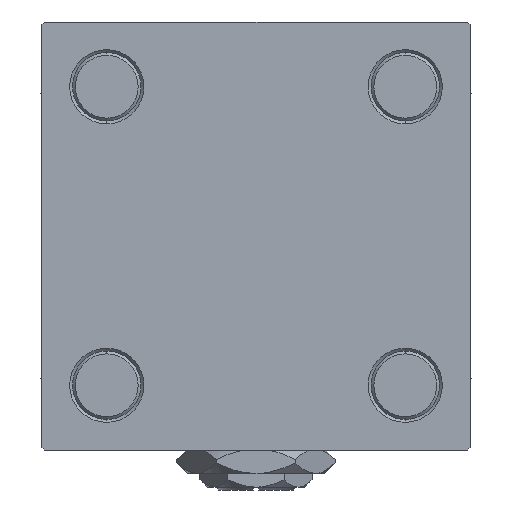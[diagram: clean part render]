
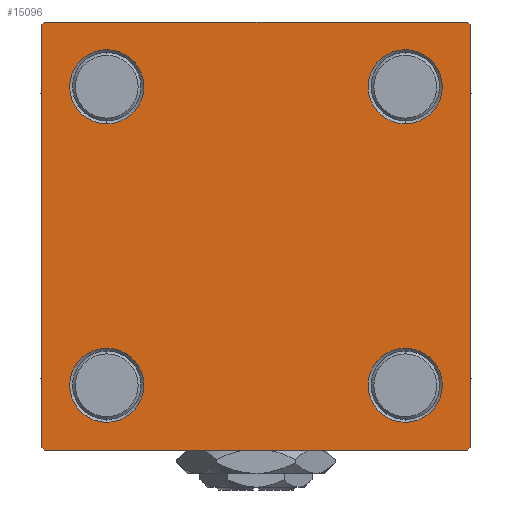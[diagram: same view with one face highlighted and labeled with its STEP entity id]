
A CAD part, left-side view. The second image highlights one B-rep face of the part: STEP entity #15096.
In plain terms, the highlighted planar face has unit normal (-1, 0, 0).
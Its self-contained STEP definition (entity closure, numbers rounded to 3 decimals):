
#276 = CARTESIAN_POINT ( 'NONE',  ( 0., -37.5, 37.5 ) ) ;
#332 = VERTEX_POINT ( 'NONE', #15007 ) ;
#480 = EDGE_CURVE ( 'NONE', #46312, #15681, #26139, .T. ) ;
#502 = ORIENTED_EDGE ( 'NONE', *, *, #11315, .T. ) ;
#723 = VERTEX_POINT ( 'NONE', #5091 ) ;
#770 = EDGE_CURVE ( 'NONE', #15681, #46312, #37000, .T. ) ;
#915 = DIRECTION ( 'NONE',  ( 0., 0., 1. ) ) ;
#1058 = CARTESIAN_POINT ( 'NONE',  ( 0., 26.15, -19.65 ) ) ;
#1076 = DIRECTION ( 'NONE',  ( 0., -1., 0. ) ) ;
#1149 = CARTESIAN_POINT ( 'NONE',  ( 0., 26.15, 19.65 ) ) ;
#1166 = FACE_BOUND ( 'NONE', #35353, .T. ) ;
#1353 = ORIENTED_EDGE ( 'NONE', *, *, #2065, .T. ) ;
#2027 = DIRECTION ( 'NONE',  ( 0., 0., 1. ) ) ;
#2065 = EDGE_CURVE ( 'NONE', #30408, #48640, #26208, .T. ) ;
#2106 = CIRCLE ( 'NONE', #48016, 6.5 ) ;
#2273 = EDGE_CURVE ( 'NONE', #47286, #723, #13064, .T. ) ;
#2492 = VERTEX_POINT ( 'NONE', #42314 ) ;
#2720 = CARTESIAN_POINT ( 'NONE',  ( 0., 37., -37.5 ) ) ;
#2821 = ORIENTED_EDGE ( 'NONE', *, *, #50527, .T. ) ;
#2931 = CARTESIAN_POINT ( 'NONE',  ( 0., -37.25, -37.25 ) ) ;
#3216 = VERTEX_POINT ( 'NONE', #1058 ) ;
#3278 = EDGE_LOOP ( 'NONE', ( #1353, #30253 ) ) ;
#5091 = CARTESIAN_POINT ( 'NONE',  ( 0., -37.5, -37. ) ) ;
#5573 = CIRCLE ( 'NONE', #47320, 6.5 ) ;
#5689 = CIRCLE ( 'NONE', #47400, 6.5 ) ;
#6571 = EDGE_CURVE ( 'NONE', #24745, #2492, #12584, .T. ) ;
#7003 = CARTESIAN_POINT ( 'NONE',  ( 0., 26.15, 26.15 ) ) ;
#8777 = EDGE_CURVE ( 'NONE', #48640, #30408, #28031, .T. ) ;
#8858 = DIRECTION ( 'NONE',  ( 1., 0., 0. ) ) ;
#9882 = DIRECTION ( 'NONE',  ( 0., 0., -1. ) ) ;
#9982 = VECTOR ( 'NONE', #38707, 1000. ) ;
#10764 = CARTESIAN_POINT ( 'NONE',  ( 0., -37.5, 37. ) ) ;
#10843 = VECTOR ( 'NONE', #9882, 1000. ) ;
#11017 = ORIENTED_EDGE ( 'NONE', *, *, #43843, .T. ) ;
#11315 = EDGE_CURVE ( 'NONE', #45887, #46175, #5573, .T. ) ;
#11706 = ORIENTED_EDGE ( 'NONE', *, *, #49875, .T. ) ;
#12284 = AXIS2_PLACEMENT_3D ( 'NONE', #44796, #12933, #915 ) ;
#12584 = LINE ( 'NONE', #48117, #24637 ) ;
#12603 = EDGE_LOOP ( 'NONE', ( #2821, #14549, #15115, #11706, #36795, #11017, #16021, #17492 ) ) ;
#12933 = DIRECTION ( 'NONE',  ( -1., 0., 0. ) ) ;
#13064 = LINE ( 'NONE', #276, #17030 ) ;
#13283 = VECTOR ( 'NONE', #31154, 1000. ) ;
#14138 = DIRECTION ( 'NONE',  ( 0., 0., 1. ) ) ;
#14152 = DIRECTION ( 'NONE',  ( 0., 0., 1. ) ) ;
#14325 = ORIENTED_EDGE ( 'NONE', *, *, #32232, .T. ) ;
#14549 = ORIENTED_EDGE ( 'NONE', *, *, #46314, .T. ) ;
#14660 = CARTESIAN_POINT ( 'NONE',  ( 0., -26.15, -19.65 ) ) ;
#15007 = CARTESIAN_POINT ( 'NONE',  ( 0., 37.5, -37. ) ) ;
#15096 = ADVANCED_FACE ( 'NONE', ( #32533, #16591, #1166, #25214, #16332 ), #16856, .T. ) ;
#15115 = ORIENTED_EDGE ( 'NONE', *, *, #6571, .T. ) ;
#15130 = EDGE_LOOP ( 'NONE', ( #31301, #40549 ) ) ;
#15681 = VERTEX_POINT ( 'NONE', #28495 ) ;
#16006 = CARTESIAN_POINT ( 'NONE',  ( 0., 37., 37.5 ) ) ;
#16021 = ORIENTED_EDGE ( 'NONE', *, *, #40731, .F. ) ;
#16332 = FACE_OUTER_BOUND ( 'NONE', #12603, .T. ) ;
#16591 = FACE_BOUND ( 'NONE', #15130, .T. ) ;
#16856 = PLANE ( 'NONE',  #12284 ) ;
#17030 = VECTOR ( 'NONE', #28497, 1000. ) ;
#17492 = ORIENTED_EDGE ( 'NONE', *, *, #23223, .T. ) ;
#18707 = CARTESIAN_POINT ( 'NONE',  ( 0., -37., 37.5 ) ) ;
#21044 = CARTESIAN_POINT ( 'NONE',  ( 0., -26.15, 19.65 ) ) ;
#21206 = AXIS2_PLACEMENT_3D ( 'NONE', #45770, #49175, #25927 ) ;
#21220 = CARTESIAN_POINT ( 'NONE',  ( 0., -26.15, -26.15 ) ) ;
#21354 = AXIS2_PLACEMENT_3D ( 'NONE', #41836, #49927, #14138 ) ;
#21700 = CARTESIAN_POINT ( 'NONE',  ( 0., 26.15, 26.15 ) ) ;
#22077 = CARTESIAN_POINT ( 'NONE',  ( 0., 37.5, 37.5 ) ) ;
#22255 = LINE ( 'NONE', #30341, #44094 ) ;
#22833 = ORIENTED_EDGE ( 'NONE', *, *, #42449, .T. ) ;
#22986 = CARTESIAN_POINT ( 'NONE',  ( 0., 37.25, 37.25 ) ) ;
#23223 = EDGE_CURVE ( 'NONE', #28732, #31051, #31603, .T. ) ;
#23757 = VERTEX_POINT ( 'NONE', #18707 ) ;
#24278 = DIRECTION ( 'NONE',  ( 0., 0., 1. ) ) ;
#24617 = CARTESIAN_POINT ( 'NONE',  ( 0., 26.15, 32.65 ) ) ;
#24637 = VECTOR ( 'NONE', #1076, 1000. ) ;
#24745 = VERTEX_POINT ( 'NONE', #2720 ) ;
#25154 = DIRECTION ( 'NONE',  ( 1., 0., 0. ) ) ;
#25214 = FACE_BOUND ( 'NONE', #38196, .T. ) ;
#25927 = DIRECTION ( 'NONE',  ( 0., 0., 1. ) ) ;
#26139 = CIRCLE ( 'NONE', #31185, 6.5 ) ;
#26208 = CIRCLE ( 'NONE', #21206, 6.5 ) ;
#26902 = AXIS2_PLACEMENT_3D ( 'NONE', #21700, #42335, #29537 ) ;
#27678 = DIRECTION ( 'NONE',  ( 0., 0.707, -0.707 ) ) ;
#28031 = CIRCLE ( 'NONE', #21354, 6.5 ) ;
#28363 = CARTESIAN_POINT ( 'NONE',  ( 0., -26.15, -26.15 ) ) ;
#28495 = CARTESIAN_POINT ( 'NONE',  ( 0., -26.15, -32.65 ) ) ;
#28497 = DIRECTION ( 'NONE',  ( 0., 0., -1. ) ) ;
#28732 = VERTEX_POINT ( 'NONE', #16006 ) ;
#28971 = CARTESIAN_POINT ( 'NONE',  ( 0., 26.15, -26.15 ) ) ;
#29537 = DIRECTION ( 'NONE',  ( 0., 0., 1. ) ) ;
#30253 = ORIENTED_EDGE ( 'NONE', *, *, #8777, .T. ) ;
#30341 = CARTESIAN_POINT ( 'NONE',  ( 0., -37.25, 37.25 ) ) ;
#30408 = VERTEX_POINT ( 'NONE', #41806 ) ;
#31051 = VERTEX_POINT ( 'NONE', #48366 ) ;
#31154 = DIRECTION ( 'NONE',  ( 0., -0.707, 0.707 ) ) ;
#31185 = AXIS2_PLACEMENT_3D ( 'NONE', #21220, #25154, #14152 ) ;
#31301 = ORIENTED_EDGE ( 'NONE', *, *, #480, .T. ) ;
#31603 = LINE ( 'NONE', #22986, #36757 ) ;
#32232 = EDGE_CURVE ( 'NONE', #46175, #45887, #49411, .T. ) ;
#32409 = EDGE_CURVE ( 'NONE', #3216, #41833, #2106, .T. ) ;
#32533 = FACE_BOUND ( 'NONE', #3278, .T. ) ;
#33838 = DIRECTION ( 'NONE',  ( 0., -1., 0. ) ) ;
#35238 = DIRECTION ( 'NONE',  ( 1., 0., 0. ) ) ;
#35353 = EDGE_LOOP ( 'NONE', ( #42298, #22833 ) ) ;
#36757 = VECTOR ( 'NONE', #27678, 1000. ) ;
#36795 = ORIENTED_EDGE ( 'NONE', *, *, #2273, .F. ) ;
#37000 = CIRCLE ( 'NONE', #37854, 6.5 ) ;
#37854 = AXIS2_PLACEMENT_3D ( 'NONE', #28363, #44292, #48467 ) ;
#38196 = EDGE_LOOP ( 'NONE', ( #14325, #502 ) ) ;
#38354 = DIRECTION ( 'NONE',  ( 1., 0., 0. ) ) ;
#38707 = DIRECTION ( 'NONE',  ( 0., -0.707, -0.707 ) ) ;
#38738 = LINE ( 'NONE', #2931, #13283 ) ;
#38978 = VECTOR ( 'NONE', #33838, 1000. ) ;
#40549 = ORIENTED_EDGE ( 'NONE', *, *, #770, .T. ) ;
#40731 = EDGE_CURVE ( 'NONE', #28732, #23757, #49503, .T. ) ;
#41806 = CARTESIAN_POINT ( 'NONE',  ( 0., -26.15, 32.65 ) ) ;
#41833 = VERTEX_POINT ( 'NONE', #47421 ) ;
#41836 = CARTESIAN_POINT ( 'NONE',  ( 0., -26.15, 26.15 ) ) ;
#42298 = ORIENTED_EDGE ( 'NONE', *, *, #32409, .T. ) ;
#42314 = CARTESIAN_POINT ( 'NONE',  ( 0., -37., -37.5 ) ) ;
#42335 = DIRECTION ( 'NONE',  ( 1., 0., 0. ) ) ;
#42449 = EDGE_CURVE ( 'NONE', #41833, #3216, #5689, .T. ) ;
#43843 = EDGE_CURVE ( 'NONE', #47286, #23757, #22255, .T. ) ;
#44094 = VECTOR ( 'NONE', #46269, 1000. ) ;
#44292 = DIRECTION ( 'NONE',  ( 1., 0., 0. ) ) ;
#44796 = CARTESIAN_POINT ( 'NONE',  ( 0., 0., 0. ) ) ;
#45494 = CARTESIAN_POINT ( 'NONE',  ( 0., 37.25, -37.25 ) ) ;
#45651 = CARTESIAN_POINT ( 'NONE',  ( 0., 37.5, 37.5 ) ) ;
#45657 = CARTESIAN_POINT ( 'NONE',  ( 0., 26.15, -26.15 ) ) ;
#45770 = CARTESIAN_POINT ( 'NONE',  ( 0., -26.15, 26.15 ) ) ;
#45887 = VERTEX_POINT ( 'NONE', #1149 ) ;
#46175 = VERTEX_POINT ( 'NONE', #24617 ) ;
#46269 = DIRECTION ( 'NONE',  ( 0., 0.707, 0.707 ) ) ;
#46312 = VERTEX_POINT ( 'NONE', #14660 ) ;
#46314 = EDGE_CURVE ( 'NONE', #332, #24745, #46534, .T. ) ;
#46534 = LINE ( 'NONE', #45494, #9982 ) ;
#46718 = DIRECTION ( 'NONE',  ( 0., 0., 1. ) ) ;
#47286 = VERTEX_POINT ( 'NONE', #10764 ) ;
#47320 = AXIS2_PLACEMENT_3D ( 'NONE', #7003, #35238, #46718 ) ;
#47400 = AXIS2_PLACEMENT_3D ( 'NONE', #28971, #8858, #24278 ) ;
#47421 = CARTESIAN_POINT ( 'NONE',  ( 0., 26.15, -32.65 ) ) ;
#48016 = AXIS2_PLACEMENT_3D ( 'NONE', #45657, #38354, #2027 ) ;
#48117 = CARTESIAN_POINT ( 'NONE',  ( 0., 37.5, -37.5 ) ) ;
#48366 = CARTESIAN_POINT ( 'NONE',  ( 0., 37.5, 37. ) ) ;
#48467 = DIRECTION ( 'NONE',  ( 0., 0., 1. ) ) ;
#48640 = VERTEX_POINT ( 'NONE', #21044 ) ;
#49175 = DIRECTION ( 'NONE',  ( 1., 0., 0. ) ) ;
#49323 = LINE ( 'NONE', #45651, #10843 ) ;
#49411 = CIRCLE ( 'NONE', #26902, 6.5 ) ;
#49503 = LINE ( 'NONE', #22077, #38978 ) ;
#49875 = EDGE_CURVE ( 'NONE', #2492, #723, #38738, .T. ) ;
#49927 = DIRECTION ( 'NONE',  ( 1., 0., 0. ) ) ;
#50527 = EDGE_CURVE ( 'NONE', #31051, #332, #49323, .T. ) ;
